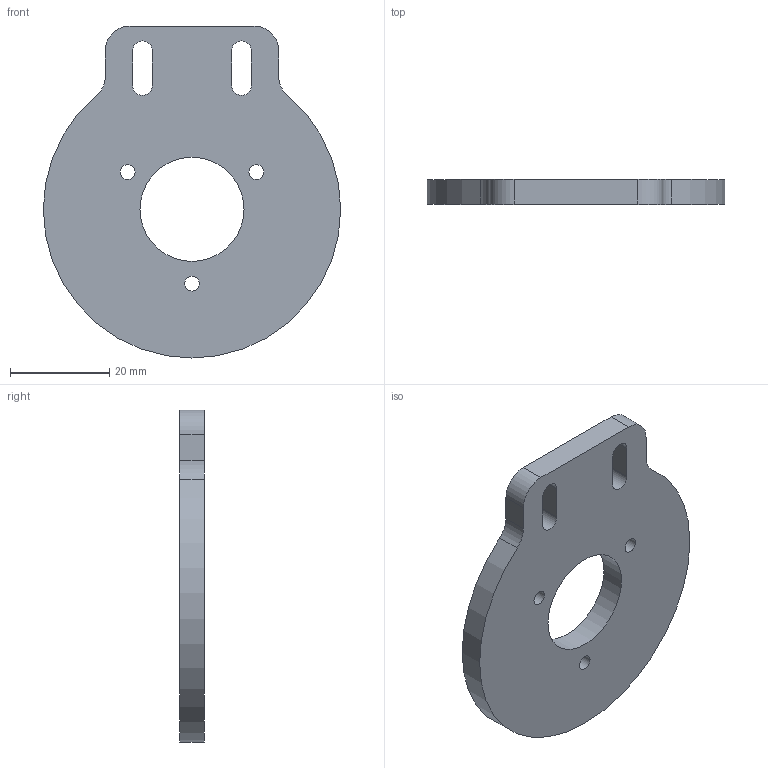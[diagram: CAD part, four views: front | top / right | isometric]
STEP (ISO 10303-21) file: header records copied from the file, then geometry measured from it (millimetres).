
FILE_DESCRIPTION(/* description */ (''),/* implementation_level */ '2;1');
FILE_NAME(/* name */ 'Encoder holder.stp',/* time_stamp */ '2020-09-27T19:59:13+01:00',/* author */ ('ferrerx'),/* organization */ (''),/* preprocessor_version */ 'ST-DEVELOPER v18',/* originating_system */ 'Autodesk Inventor 2020',/* authorisation */ '');
FILE_SCHEMA (('AUTOMOTIVE_DESIGN { 1 0 10303 214 3 1 1 }'));
Length unit declared in the file: millimetre
Products named in the file (1): Encoder holder
Bounding box: 60 x 5 x 67 mm (x, y, z)
Volume: 13388.4 mm3; surface area: 7124.3 mm2
Topology: 1 solids, 1 shells, 22 faces, 66 edges, 46 vertices
Faces by surface type: cylinder 13, plane 9
Full cylindrical faces by diameter (mm): 3 x3, 21 x1
Entity records: 835 total; most frequent: DIRECTION 144, CARTESIAN_POINT 135, ORIENTED_EDGE 132, EDGE_CURVE 66, AXIS2_PLACEMENT_3D 55, VERTEX_POINT 46, EDGE_LOOP 34, LINE 34
